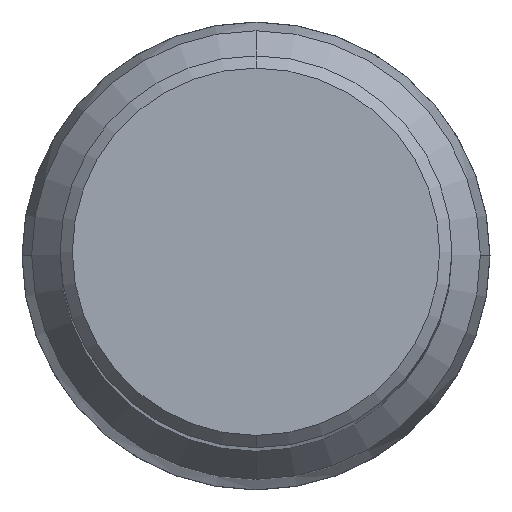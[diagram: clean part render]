
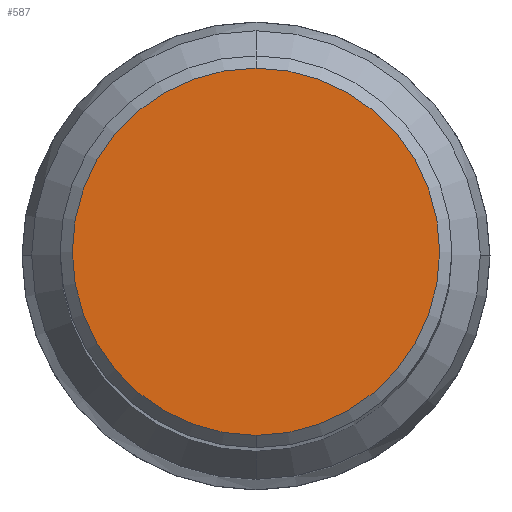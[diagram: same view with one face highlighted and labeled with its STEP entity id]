
A CAD part, top view. The second image highlights one B-rep face of the part: STEP entity #587.
In plain terms, the highlighted planar face has unit normal (0, 0, 1).
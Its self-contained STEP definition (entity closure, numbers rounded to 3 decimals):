
#305=EDGE_CURVE('',#333,#399,#802,.T.);
#333=VERTEX_POINT('',#833);
#399=VERTEX_POINT('',#905);
#419=EDGE_CURVE('',#399,#333,#925,.T.);
#587=ADVANCED_FACE('',(#1112),#1113,.T.);
#802=CIRCLE('',#1377,15.0);
#833=CARTESIAN_POINT('',(0.0,15.0,0.0));
#905=CARTESIAN_POINT('',(0.,-15.0,0.0));
#925=CIRCLE('',#1564,15.0);
#1112=FACE_OUTER_BOUND('',#1878,.T.);
#1113=PLANE('',#1879);
#1377=AXIS2_PLACEMENT_3D('',#2293,#2294,#2295);
#1564=AXIS2_PLACEMENT_3D('',#2442,#2443,#2444);
#1878=EDGE_LOOP('',(#2702,#2703));
#1879=AXIS2_PLACEMENT_3D('',#2704,#2705,#2706);
#2293=CARTESIAN_POINT('',(0.0,0.0,0.0));
#2294=DIRECTION('',(0.0,0.0,-1.0));
#2295=DIRECTION('',(0.0,1.0,0.0));
#2442=CARTESIAN_POINT('',(0.0,0.0,0.0));
#2443=DIRECTION('',(0.0,0.0,-1.0));
#2444=DIRECTION('',(0.0,1.0,0.0));
#2702=ORIENTED_EDGE('',*,*,#305,.F.);
#2703=ORIENTED_EDGE('',*,*,#419,.F.);
#2704=CARTESIAN_POINT('',(0.0,7.5,0.0));
#2705=DIRECTION('',(-0.0,0.0,1.0));
#2706=DIRECTION('',(0.0,-1.0,0.0));
